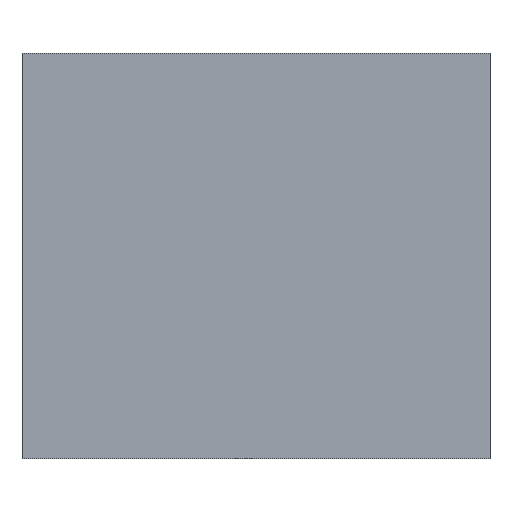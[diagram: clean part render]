
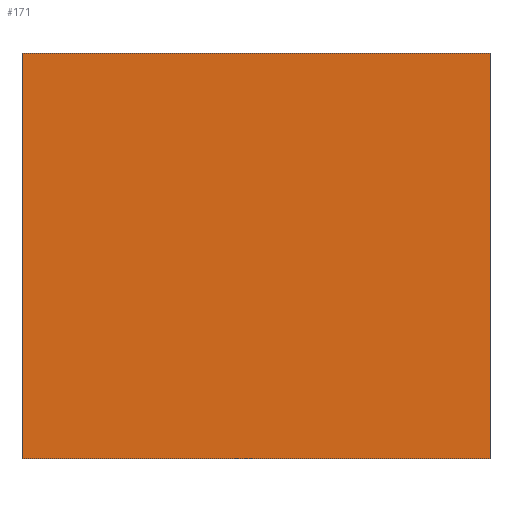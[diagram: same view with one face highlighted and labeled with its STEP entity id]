
A CAD part, front view. The second image highlights one B-rep face of the part: STEP entity #171.
In plain terms, the highlighted planar face has unit normal (0, -1, 0).
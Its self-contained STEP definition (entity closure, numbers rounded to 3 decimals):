
#55=DIRECTION('',(1.,0.,0.));
#56=VECTOR('',#55,9.);
#57=CARTESIAN_POINT('',(-9.,0.,0.));
#58=LINE('',#57,#56);
#63=DIRECTION('',(0.,0.,-1.));
#64=VECTOR('',#63,7.8);
#65=CARTESIAN_POINT('',(0.,0.,0.));
#66=LINE('',#65,#64);
#70=DIRECTION('',(-1.,0.,0.));
#71=VECTOR('',#70,9.);
#72=CARTESIAN_POINT('',(0.,0.,-7.8));
#73=LINE('',#72,#71);
#77=DIRECTION('',(0.,0.,1.));
#78=VECTOR('',#77,7.8);
#79=CARTESIAN_POINT('',(-9.,0.,-7.8));
#80=LINE('',#79,#78);
#140=CARTESIAN_POINT('',(-9.,0.,0.));
#141=CARTESIAN_POINT('',(0.,0.,0.));
#142=VERTEX_POINT('',#140);
#143=VERTEX_POINT('',#141);
#144=CARTESIAN_POINT('',(0.,0.,-7.8));
#145=VERTEX_POINT('',#144);
#146=CARTESIAN_POINT('',(-9.,0.,-7.8));
#147=VERTEX_POINT('',#146);
#156=CARTESIAN_POINT('',(0.,0.,0.));
#157=DIRECTION('',(0.,1.,0.));
#158=DIRECTION('',(0.,0.,-1.));
#159=AXIS2_PLACEMENT_3D('',#156,#157,#158);
#160=PLANE('',#159);
#162=ORIENTED_EDGE('',*,*,#161,.T.);
#164=ORIENTED_EDGE('',*,*,#163,.T.);
#166=ORIENTED_EDGE('',*,*,#165,.T.);
#168=ORIENTED_EDGE('',*,*,#167,.T.);
#169=EDGE_LOOP('',(#162,#164,#166,#168));
#170=FACE_OUTER_BOUND('',#169,.F.);
#171=ADVANCED_FACE('',(#170),#160,.F.);
#161=EDGE_CURVE('',#142,#143,#58,.T.);
#163=EDGE_CURVE('',#143,#145,#66,.T.);
#165=EDGE_CURVE('',#145,#147,#73,.T.);
#167=EDGE_CURVE('',#147,#142,#80,.T.);
